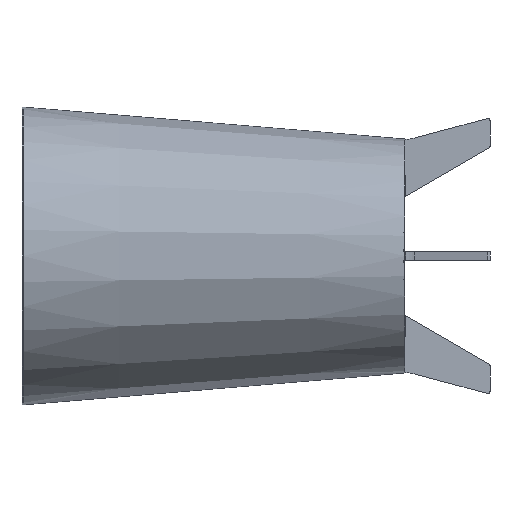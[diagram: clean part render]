
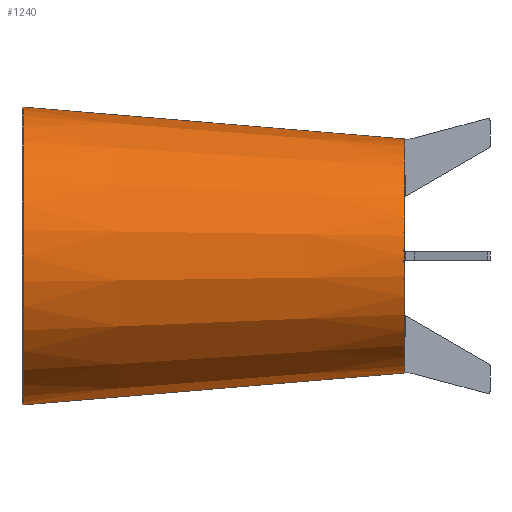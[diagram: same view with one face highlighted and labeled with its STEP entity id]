
A CAD part, left-side view. The second image highlights one B-rep face of the part: STEP entity #1240.
In plain terms, the highlighted conical face has half-angle 4.779 degrees and reference radius 275 mm.
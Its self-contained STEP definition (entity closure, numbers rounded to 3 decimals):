
#246 = EDGE_CURVE ( 'NONE', #893, #678, #1441, .T. ) ;
#256 = DIRECTION ( 'NONE',  ( 0., 0.997, 0.083 ) ) ;
#294 = VECTOR ( 'NONE', #641, 1000. ) ;
#319 = LINE ( 'NONE', #2178, #294 ) ;
#347 = VERTEX_POINT ( 'NONE', #2110 ) ;
#436 = DIRECTION ( 'NONE',  ( 0., 1., 0. ) ) ;
#474 = CARTESIAN_POINT ( 'NONE',  ( 0., 200., 0. ) ) ;
#546 = ORIENTED_EDGE ( 'NONE', *, *, #594, .F. ) ;
#594 = EDGE_CURVE ( 'NONE', #347, #893, #319, .T. ) ;
#641 = DIRECTION ( 'NONE',  ( 0., 0.997, -0.083 ) ) ;
#678 = VERTEX_POINT ( 'NONE', #2733 ) ;
#893 = VERTEX_POINT ( 'NONE', #2059 ) ;
#926 = CARTESIAN_POINT ( 'NONE',  ( 0., 200., 0. ) ) ;
#999 = CARTESIAN_POINT ( 'NONE',  ( 0., 200., 275. ) ) ;
#1205 = DIRECTION ( 'NONE',  ( 0., 0., 1. ) ) ;
#1240 = ADVANCED_FACE ( 'NONE', ( #2274 ), #2859, .T. ) ;
#1292 = ORIENTED_EDGE ( 'NONE', *, *, #246, .F. ) ;
#1335 = ORIENTED_EDGE ( 'NONE', *, *, #1857, .T. ) ;
#1412 = ORIENTED_EDGE ( 'NONE', *, *, #2871, .T. ) ;
#1441 = CIRCLE ( 'NONE', #2906, 350. ) ;
#1453 = DIRECTION ( 'NONE',  ( 0., 0., 1. ) ) ;
#1491 = EDGE_LOOP ( 'NONE', ( #1335, #1412, #1292, #546 ) ) ;
#1672 = AXIS2_PLACEMENT_3D ( 'NONE', #926, #2286, #1205 ) ;
#1857 = EDGE_CURVE ( 'NONE', #347, #2679, #2862, .T. ) ;
#1921 = DIRECTION ( 'NONE',  ( 0., 1., 0. ) ) ;
#2013 = CARTESIAN_POINT ( 'NONE',  ( 0., 200., 275. ) ) ;
#2059 = CARTESIAN_POINT ( 'NONE',  ( -0.097, 1097., -350. ) ) ;
#2110 = CARTESIAN_POINT ( 'NONE',  ( -0.076, 200., -275. ) ) ;
#2170 = CARTESIAN_POINT ( 'NONE',  ( 0., 1097., 0. ) ) ;
#2178 = CARTESIAN_POINT ( 'NONE',  ( -0.076, 200., -275. ) ) ;
#2274 = FACE_OUTER_BOUND ( 'NONE', #1491, .T. ) ;
#2286 = DIRECTION ( 'NONE',  ( 0., 1., 0. ) ) ;
#2554 = LINE ( 'NONE', #999, #2756 ) ;
#2679 = VERTEX_POINT ( 'NONE', #2013 ) ;
#2733 = CARTESIAN_POINT ( 'NONE',  ( 0., 1097., 350. ) ) ;
#2756 = VECTOR ( 'NONE', #256, 1000. ) ;
#2859 = CONICAL_SURFACE ( 'NONE', #3075, 275., 0.083 ) ;
#2862 = CIRCLE ( 'NONE', #1672, 275. ) ;
#2871 = EDGE_CURVE ( 'NONE', #2679, #678, #2554, .T. ) ;
#2906 = AXIS2_PLACEMENT_3D ( 'NONE', #2170, #1921, #2952 ) ;
#2952 = DIRECTION ( 'NONE',  ( 0., 0., 1. ) ) ;
#3075 = AXIS2_PLACEMENT_3D ( 'NONE', #474, #436, #1453 ) ;
